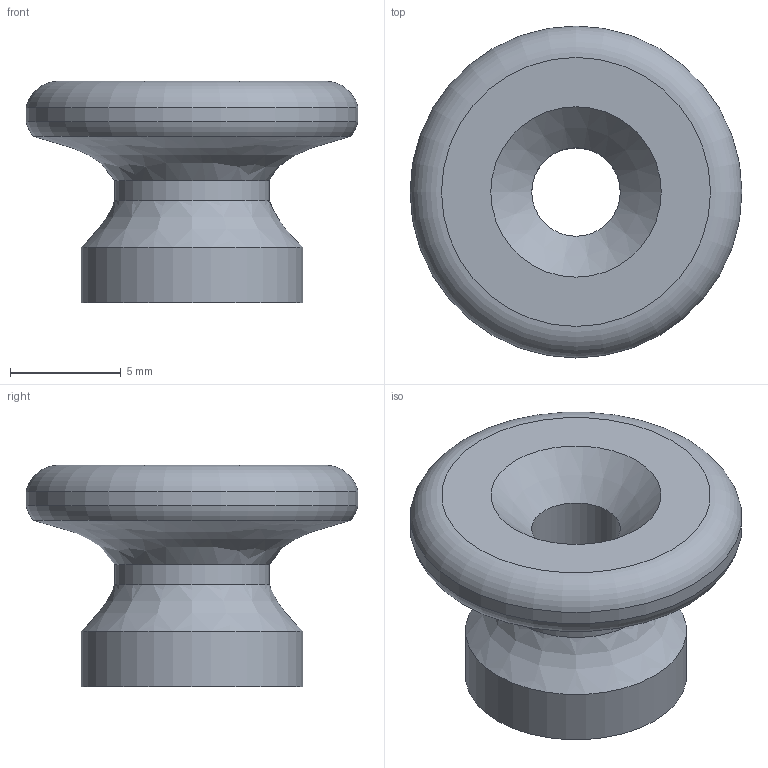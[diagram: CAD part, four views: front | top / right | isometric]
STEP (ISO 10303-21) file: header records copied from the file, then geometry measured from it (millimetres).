
FILE_DESCRIPTION(/* description */ (''),/* implementation_level */ '2;1');
FILE_NAME(/* name */ 'Guitar grommet v1.stp',/* time_stamp */ '2023-01-01T15:19:57+01:00',/* author */ (''),/* organization */ (''),/* preprocessor_version */ 'ST-DEVELOPER v19.2',/* originating_system */ 'Autodesk Translation Framework v11.17.0.187',/* authorisation */ '');
FILE_SCHEMA (('AUTOMOTIVE_DESIGN { 1 0 10303 214 3 1 1 }'));
Length unit declared in the file: millimetre
Products named in the file (1): Guitar grommet
Bounding box: 15 x 15 x 10 mm (x, y, z)
Volume: 752.9 mm3; surface area: 744.5 mm2
Topology: 1 solids, 1 shells, 11 faces, 24 edges, 15 vertices
Faces by surface type: cylinder 4, plane 2, bspline 2, torus 2, cone 1
Full cylindrical faces by diameter (mm): 4 x1, 7 x1, 10 x1, 15 x1
Entity records: 530 total; most frequent: CARTESIAN_POINT 247, DIRECTION 59, ORIENTED_EDGE 48, AXIS2_PLACEMENT_3D 27, EDGE_CURVE 24, CIRCLE 17, VERTEX_POINT 15, EDGE_LOOP 13
